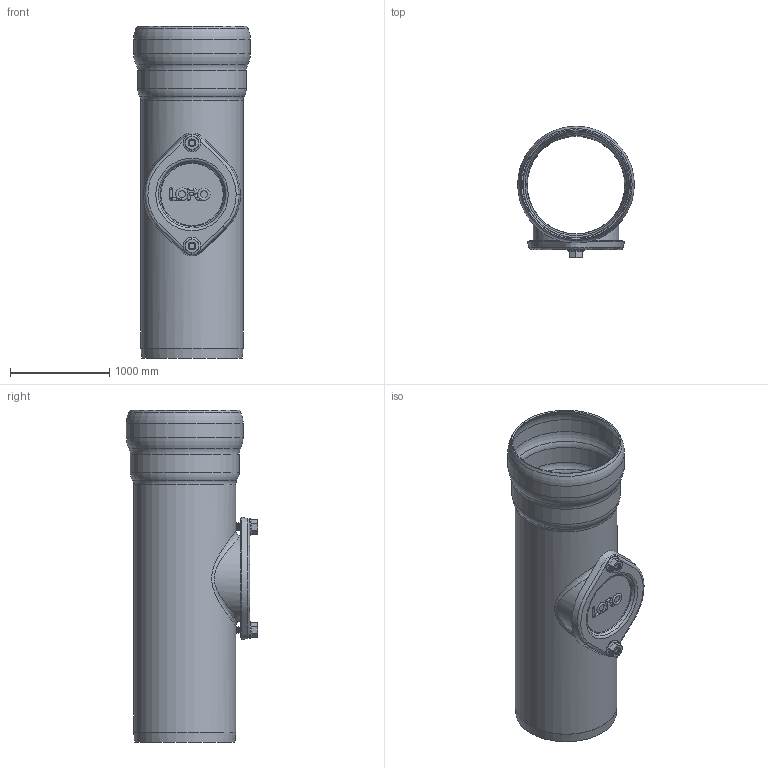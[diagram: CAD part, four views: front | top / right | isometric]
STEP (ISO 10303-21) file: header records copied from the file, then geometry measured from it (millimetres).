
FILE_DESCRIPTION(/* description */ (''),/* implementation_level */ '2;1');
FILE_NAME(/* name */ '5550.100C_3D.stp',/* time_stamp */ '2025-08-05T11:21:44+02:00',/* author */ ('c.rudolph'),/* organization */ (''),/* preprocessor_version */ 'ST-DEVELOPER v20',/* originating_system */ 'AutoCAD Mechanical',/* authorisation */ '');
FILE_SCHEMA (('AUTOMOTIVE_DESIGN { 1 0 10303 214 3 1 1 }'));
Length unit declared in the file: centimetre
Products named in the file (2): Product; *S0
Assembly tree (1 placements, depth 2):
  Product
    *S0
Bounding box: 1178 x 1324 x 3350 mm (x, y, z)
Volume: 198993219.5 mm3; surface area: 24954384.4 mm2
Topology: 7 solids, 7 shells, 166 faces, 403 edges, 257 vertices
Faces by surface type: cone 67, plane 35, cylinder 24, torus 24, bspline 13, sphere 3
Full cylindrical faces by diameter (mm): 66.47 x2, 100 x2, 700 x1, 830 x1, 860 x1, 920 x1, 1000 x1, 1030 x1, 1068 x1, 1098 x1, 1148 x1, 1178 x1
Entity records: 20495 total; most frequent: CARTESIAN_POINT 16621, DIRECTION 821, ORIENTED_EDGE 794, EDGE_CURVE 397, AXIS2_PLACEMENT_3D 355, VERTEX_POINT 247, CIRCLE 194, EDGE_LOOP 182
